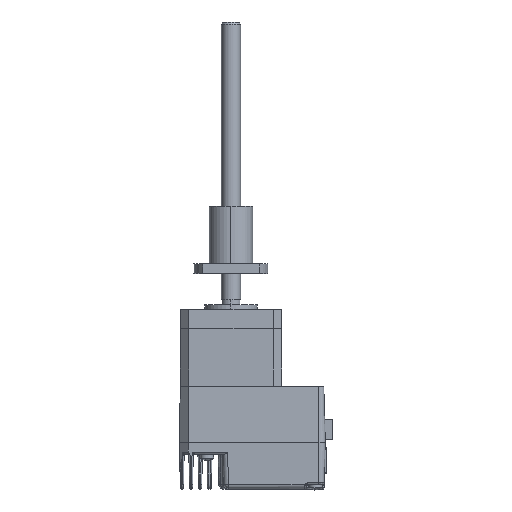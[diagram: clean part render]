
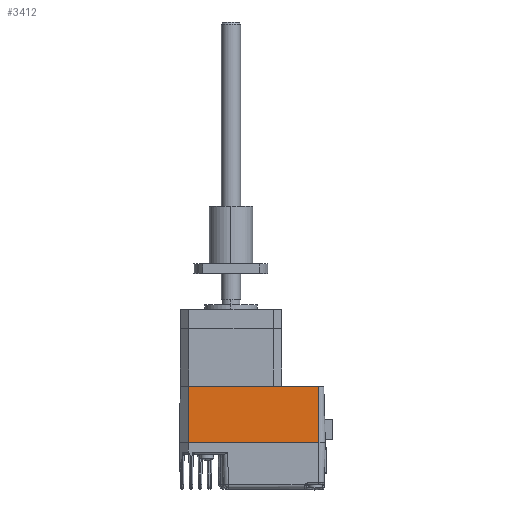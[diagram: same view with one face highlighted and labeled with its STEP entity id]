
A CAD part, top view. The second image highlights one B-rep face of the part: STEP entity #3412.
In plain terms, the highlighted planar face has unit normal (0, 0.026, 1).
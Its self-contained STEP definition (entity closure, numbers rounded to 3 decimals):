
#1986 = ORIENTED_EDGE ( 'NONE', *, *, #16938, .T. ) ;
#2031 = CARTESIAN_POINT ( 'NONE',  ( -14.336, -74.408, 76.265 ) ) ;
#2321 = LINE ( 'NONE', #15907, #7801 ) ;
#2964 = ORIENTED_EDGE ( 'NONE', *, *, #15501, .T. ) ;
#3035 = DIRECTION ( 'NONE',  ( 0., -1., 0.026 ) ) ;
#3412 = ADVANCED_FACE ( 'NONE', ( #4818 ), #4189, .T. ) ;
#3999 = DIRECTION ( 'NONE',  ( -1., 0., 0. ) ) ;
#4189 = PLANE ( 'NONE',  #15349 ) ;
#4738 = VECTOR ( 'NONE', #15942, 1000. ) ;
#4818 = FACE_OUTER_BOUND ( 'NONE', #8366, .T. ) ;
#5599 = DIRECTION ( 'NONE',  ( 0., 0.026, 1. ) ) ;
#7205 = ORIENTED_EDGE ( 'NONE', *, *, #9526, .T. ) ;
#7412 = ORIENTED_EDGE ( 'NONE', *, *, #14857, .T. ) ;
#7801 = VECTOR ( 'NONE', #17370, 1000. ) ;
#7949 = LINE ( 'NONE', #15214, #14355 ) ;
#8366 = EDGE_LOOP ( 'NONE', ( #7205, #2964, #7412, #1986 ) ) ;
#8450 = LINE ( 'NONE', #8858, #4738 ) ;
#8745 = VERTEX_POINT ( 'NONE', #2031 ) ;
#8858 = CARTESIAN_POINT ( 'NONE',  ( -14.081, -50.908, 75.65 ) ) ;
#8863 = VERTEX_POINT ( 'NONE', #16343 ) ;
#9526 = EDGE_CURVE ( 'NONE', #15068, #11876, #15173, .T. ) ;
#9549 = DIRECTION ( 'NONE',  ( 0., 1., -0.026 ) ) ;
#11876 = VERTEX_POINT ( 'NONE', #12849 ) ;
#12849 = CARTESIAN_POINT ( 'NONE',  ( -14.081, -50.908, 75.65 ) ) ;
#13807 = CARTESIAN_POINT ( 'NONE',  ( -14.081, -50.908, 75.65 ) ) ;
#14064 = CARTESIAN_POINT ( 'NONE',  ( -14.081, -50.908, 75.65 ) ) ;
#14355 = VECTOR ( 'NONE', #9549, 1000. ) ;
#14857 = EDGE_CURVE ( 'NONE', #8745, #8863, #2321, .T. ) ;
#15068 = VERTEX_POINT ( 'NONE', #16086 ) ;
#15173 = LINE ( 'NONE', #13807, #17375 ) ;
#15214 = CARTESIAN_POINT ( 'NONE',  ( 40.319, -50.908, 75.65 ) ) ;
#15349 = AXIS2_PLACEMENT_3D ( 'NONE', #14064, #5599, #3035 ) ;
#15501 = EDGE_CURVE ( 'NONE', #11876, #8745, #8450, .T. ) ;
#15907 = CARTESIAN_POINT ( 'NONE',  ( -14.081, -74.408, 76.265 ) ) ;
#15942 = DIRECTION ( 'NONE',  ( -0.011, -1., 0.026 ) ) ;
#16086 = CARTESIAN_POINT ( 'NONE',  ( 40.319, -50.908, 75.65 ) ) ;
#16343 = CARTESIAN_POINT ( 'NONE',  ( 40.319, -74.408, 76.265 ) ) ;
#16938 = EDGE_CURVE ( 'NONE', #8863, #15068, #7949, .T. ) ;
#17370 = DIRECTION ( 'NONE',  ( 1., 0., 0. ) ) ;
#17375 = VECTOR ( 'NONE', #3999, 1000. ) ;
